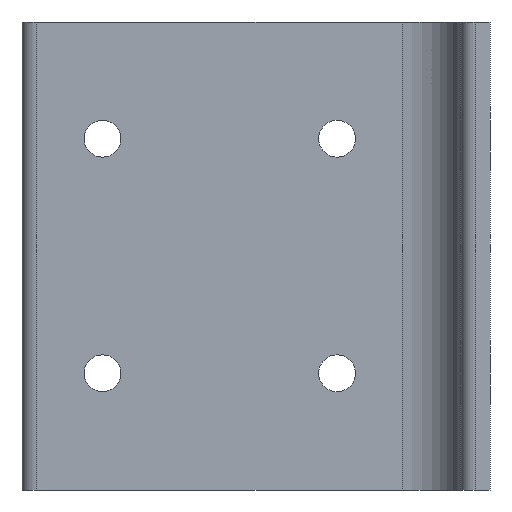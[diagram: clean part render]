
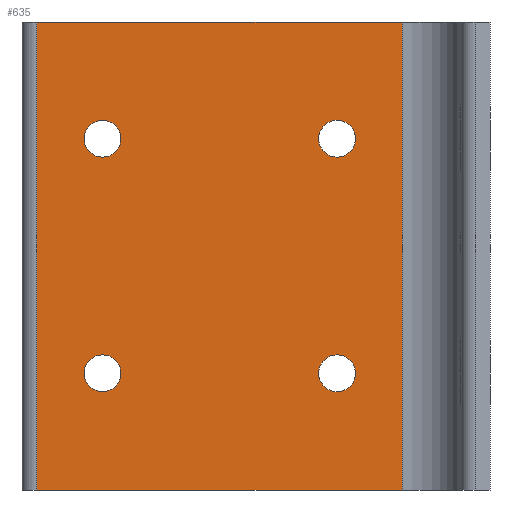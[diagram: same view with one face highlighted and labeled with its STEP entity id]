
A CAD part, left-side view. The second image highlights one B-rep face of the part: STEP entity #635.
In plain terms, the highlighted planar face has unit normal (-1, 0, 0).
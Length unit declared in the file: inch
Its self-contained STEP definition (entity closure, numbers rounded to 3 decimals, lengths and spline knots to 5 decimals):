
#8 = VECTOR ( 'NONE', #613, 39.37008 ) ;
#18 = CIRCLE ( 'NONE', #467, 0.07874 ) ;
#19 = DIRECTION ( 'NONE',  ( 0., 0., -1. ) ) ;
#26 = EDGE_CURVE ( 'NONE', #752, #455, #595, .T. ) ;
#27 = CARTESIAN_POINT ( 'NONE',  ( 0.875, 0.65354, 0.5011 ) ) ;
#46 = CIRCLE ( 'NONE', #605, 0.07874 ) ;
#79 = DIRECTION ( 'NONE',  ( 1., 0., 0. ) ) ;
#80 = VERTEX_POINT ( 'NONE', #618 ) ;
#88 = VECTOR ( 'NONE', #291, 39.37008 ) ;
#96 = ORIENTED_EDGE ( 'NONE', *, *, #262, .T. ) ;
#105 = ORIENTED_EDGE ( 'NONE', *, *, #283, .T. ) ;
#107 = VECTOR ( 'NONE', #416, 39.37008 ) ;
#110 = DIRECTION ( 'NONE',  ( 1., 0., 0. ) ) ;
#123 = CARTESIAN_POINT ( 'NONE',  ( 0.875, 1.9375, 1. ) ) ;
#127 = EDGE_CURVE ( 'NONE', #258, #326, #465, .T. ) ;
#128 = LINE ( 'NONE', #589, #271 ) ;
#137 = DIRECTION ( 'NONE',  ( 0., 0., -1. ) ) ;
#152 = CARTESIAN_POINT ( 'NONE',  ( 0.875, 1.9375, -1. ) ) ;
#159 = ORIENTED_EDGE ( 'NONE', *, *, #512, .T. ) ;
#164 = VERTEX_POINT ( 'NONE', #287 ) ;
#175 = CARTESIAN_POINT ( 'NONE',  ( 0.875, 1.65574, -0.5011 ) ) ;
#188 = ORIENTED_EDGE ( 'NONE', *, *, #344, .T. ) ;
#196 = AXIS2_PLACEMENT_3D ( 'NONE', #27, #297, #820 ) ;
#200 = VERTEX_POINT ( 'NONE', #839 ) ;
#203 = EDGE_LOOP ( 'NONE', ( #596, #159 ) ) ;
#206 = FACE_BOUND ( 'NONE', #587, .T. ) ;
#213 = CARTESIAN_POINT ( 'NONE',  ( 0.875, 0.65354, 0.57984 ) ) ;
#232 = LINE ( 'NONE', #680, #88 ) ;
#256 = DIRECTION ( 'NONE',  ( 0., 0., -1. ) ) ;
#258 = VERTEX_POINT ( 'NONE', #564 ) ;
#262 = EDGE_CURVE ( 'NONE', #200, #582, #320, .T. ) ;
#267 = DIRECTION ( 'NONE',  ( 1., 0., 0. ) ) ;
#269 = PLANE ( 'NONE',  #845 ) ;
#271 = VECTOR ( 'NONE', #524, 39.37008 ) ;
#272 = DIRECTION ( 'NONE',  ( 1., 0., 0. ) ) ;
#273 = CARTESIAN_POINT ( 'NONE',  ( 0.875, 0.65354, -0.5011 ) ) ;
#282 = CARTESIAN_POINT ( 'NONE',  ( 0.875, 0.65354, -0.57984 ) ) ;
#283 = EDGE_CURVE ( 'NONE', #582, #200, #641, .T. ) ;
#287 = CARTESIAN_POINT ( 'NONE',  ( 0.875, 1.65574, 0.42236 ) ) ;
#291 = DIRECTION ( 'NONE',  ( 0., 0., -1. ) ) ;
#297 = DIRECTION ( 'NONE',  ( 1., 0., 0. ) ) ;
#302 = AXIS2_PLACEMENT_3D ( 'NONE', #388, #272, #846 ) ;
#315 = CARTESIAN_POINT ( 'NONE',  ( 0.875, 1.65574, 0.5011 ) ) ;
#320 = CIRCLE ( 'NONE', #522, 0.07874 ) ;
#321 = CARTESIAN_POINT ( 'NONE',  ( 0.875, 1.65574, -0.5011 ) ) ;
#323 = DIRECTION ( 'NONE',  ( 0., 0., -1. ) ) ;
#326 = VERTEX_POINT ( 'NONE', #844 ) ;
#329 = CARTESIAN_POINT ( 'NONE',  ( 0.875, 0.65354, -0.42236 ) ) ;
#337 = CARTESIAN_POINT ( 'NONE',  ( 0.875, 0.65354, 0.42236 ) ) ;
#343 = CIRCLE ( 'NONE', #196, 0.07874 ) ;
#344 = EDGE_CURVE ( 'NONE', #477, #80, #530, .T. ) ;
#357 = CARTESIAN_POINT ( 'NONE',  ( 0.875, 1.9375, 1. ) ) ;
#369 = EDGE_CURVE ( 'NONE', #629, #647, #343, .T. ) ;
#375 = DIRECTION ( 'NONE',  ( 1., 0., 0. ) ) ;
#388 = CARTESIAN_POINT ( 'NONE',  ( 0.875, 1.65574, 0.5011 ) ) ;
#390 = ORIENTED_EDGE ( 'NONE', *, *, #369, .T. ) ;
#397 = FACE_BOUND ( 'NONE', #724, .T. ) ;
#416 = DIRECTION ( 'NONE',  ( 0., -1., 0. ) ) ;
#422 = CARTESIAN_POINT ( 'NONE',  ( 0.875, 1.65574, -0.57984 ) ) ;
#423 = CIRCLE ( 'NONE', #580, 0.07874 ) ;
#448 = AXIS2_PLACEMENT_3D ( 'NONE', #273, #460, #137 ) ;
#453 = CARTESIAN_POINT ( 'NONE',  ( 0.875, 1.65574, 0.57984 ) ) ;
#455 = VERTEX_POINT ( 'NONE', #282 ) ;
#460 = DIRECTION ( 'NONE',  ( 1., 0., 0. ) ) ;
#461 = ORIENTED_EDGE ( 'NONE', *, *, #26, .T. ) ;
#465 = LINE ( 'NONE', #357, #8 ) ;
#467 = AXIS2_PLACEMENT_3D ( 'NONE', #740, #796, #19 ) ;
#473 = EDGE_CURVE ( 'NONE', #647, #629, #423, .T. ) ;
#477 = VERTEX_POINT ( 'NONE', #152 ) ;
#485 = ORIENTED_EDGE ( 'NONE', *, *, #127, .F. ) ;
#509 = FACE_BOUND ( 'NONE', #203, .T. ) ;
#512 = EDGE_CURVE ( 'NONE', #783, #164, #46, .T. ) ;
#514 = EDGE_LOOP ( 'NONE', ( #188, #780, #485, #615 ) ) ;
#522 = AXIS2_PLACEMENT_3D ( 'NONE', #175, #375, #256 ) ;
#524 = DIRECTION ( 'NONE',  ( 0., 0., -1. ) ) ;
#530 = LINE ( 'NONE', #814, #107 ) ;
#533 = DIRECTION ( 'NONE',  ( 0., 0., -1. ) ) ;
#564 = CARTESIAN_POINT ( 'NONE',  ( 0.875, 1.9375, 1. ) ) ;
#574 = DIRECTION ( 'NONE',  ( 1., 0., 0. ) ) ;
#576 = ORIENTED_EDGE ( 'NONE', *, *, #795, .T. ) ;
#580 = AXIS2_PLACEMENT_3D ( 'NONE', #735, #79, #533 ) ;
#582 = VERTEX_POINT ( 'NONE', #422 ) ;
#587 = EDGE_LOOP ( 'NONE', ( #105, #96 ) ) ;
#589 = CARTESIAN_POINT ( 'NONE',  ( 0.875, 1.9375, 1. ) ) ;
#595 = CIRCLE ( 'NONE', #448, 0.07874 ) ;
#596 = ORIENTED_EDGE ( 'NONE', *, *, #730, .T. ) ;
#605 = AXIS2_PLACEMENT_3D ( 'NONE', #315, #110, #840 ) ;
#613 = DIRECTION ( 'NONE',  ( 0., -1., 0. ) ) ;
#615 = ORIENTED_EDGE ( 'NONE', *, *, #698, .T. ) ;
#618 = CARTESIAN_POINT ( 'NONE',  ( 0.875, 0.375, -1. ) ) ;
#629 = VERTEX_POINT ( 'NONE', #213 ) ;
#635 = ADVANCED_FACE ( 'NONE', ( #206, #509, #655, #397, #787 ), #269, .F. ) ;
#641 = CIRCLE ( 'NONE', #747, 0.07874 ) ;
#647 = VERTEX_POINT ( 'NONE', #337 ) ;
#655 = FACE_BOUND ( 'NONE', #659, .T. ) ;
#659 = EDGE_LOOP ( 'NONE', ( #843, #390 ) ) ;
#661 = CIRCLE ( 'NONE', #302, 0.07874 ) ;
#680 = CARTESIAN_POINT ( 'NONE',  ( 0.875, 0.375, 1. ) ) ;
#698 = EDGE_CURVE ( 'NONE', #258, #477, #128, .T. ) ;
#714 = DIRECTION ( 'NONE',  ( 0., 0., -1. ) ) ;
#724 = EDGE_LOOP ( 'NONE', ( #576, #461 ) ) ;
#730 = EDGE_CURVE ( 'NONE', #164, #783, #661, .T. ) ;
#735 = CARTESIAN_POINT ( 'NONE',  ( 0.875, 0.65354, 0.5011 ) ) ;
#740 = CARTESIAN_POINT ( 'NONE',  ( 0.875, 0.65354, -0.5011 ) ) ;
#747 = AXIS2_PLACEMENT_3D ( 'NONE', #321, #574, #323 ) ;
#752 = VERTEX_POINT ( 'NONE', #329 ) ;
#780 = ORIENTED_EDGE ( 'NONE', *, *, #829, .F. ) ;
#783 = VERTEX_POINT ( 'NONE', #453 ) ;
#787 = FACE_OUTER_BOUND ( 'NONE', #514, .T. ) ;
#795 = EDGE_CURVE ( 'NONE', #455, #752, #18, .T. ) ;
#796 = DIRECTION ( 'NONE',  ( 1., 0., 0. ) ) ;
#814 = CARTESIAN_POINT ( 'NONE',  ( 0.875, 1.9375, -1. ) ) ;
#820 = DIRECTION ( 'NONE',  ( 0., 0., -1. ) ) ;
#829 = EDGE_CURVE ( 'NONE', #326, #80, #232, .T. ) ;
#839 = CARTESIAN_POINT ( 'NONE',  ( 0.875, 1.65574, -0.42236 ) ) ;
#840 = DIRECTION ( 'NONE',  ( 0., 0., -1. ) ) ;
#843 = ORIENTED_EDGE ( 'NONE', *, *, #473, .T. ) ;
#844 = CARTESIAN_POINT ( 'NONE',  ( 0.875, 0.375, 1. ) ) ;
#845 = AXIS2_PLACEMENT_3D ( 'NONE', #123, #267, #714 ) ;
#846 = DIRECTION ( 'NONE',  ( 0., 0., -1. ) ) ;
